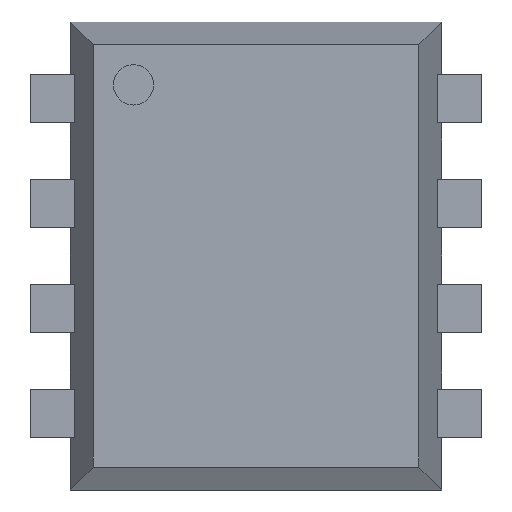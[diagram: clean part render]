
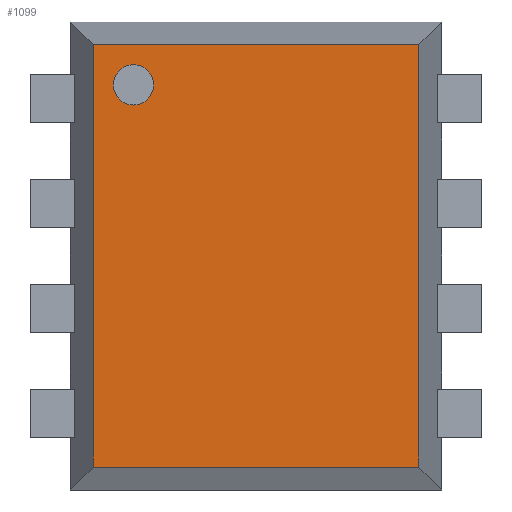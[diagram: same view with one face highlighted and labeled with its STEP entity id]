
A CAD part, top view. The second image highlights one B-rep face of the part: STEP entity #1099.
In plain terms, the highlighted planar face has unit normal (0, 0, 1).
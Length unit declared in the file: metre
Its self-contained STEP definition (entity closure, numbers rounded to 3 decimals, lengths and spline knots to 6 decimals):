
#21=CIRCLE('',#1218,0.000125);
#107=ORIENTED_EDGE('',*,*,#407,.F.);
#108=ORIENTED_EDGE('',*,*,#405,.F.);
#109=ORIENTED_EDGE('',*,*,#377,.T.);
#110=ORIENTED_EDGE('',*,*,#406,.T.);
#111=ORIENTED_EDGE('',*,*,#403,.F.);
#377=EDGE_CURVE('',#535,#534,#641,.F.);
#403=EDGE_CURVE('',#551,#552,#667,.T.);
#405=EDGE_CURVE('',#535,#551,#669,.T.);
#406=EDGE_CURVE('',#534,#552,#670,.F.);
#407=EDGE_CURVE('',#553,#553,#21,.T.);
#534=VERTEX_POINT('',#1622);
#535=VERTEX_POINT('',#1624);
#551=VERTEX_POINT('',#1666);
#552=VERTEX_POINT('',#1668);
#553=VERTEX_POINT('',#1676);
#641=LINE('',#1623,#797);
#667=LINE('',#1667,#823);
#669=LINE('',#1671,#825);
#670=LINE('',#1673,#826);
#797=VECTOR('',#1314,1.);
#823=VECTOR('',#1342,1.);
#825=VECTOR('',#1346,1.);
#826=VECTOR('',#1349,1.);
#920=EDGE_LOOP('',(#107));
#921=EDGE_LOOP('',(#108,#109,#110,#111));
#978=FACE_BOUND('',#920,.T.);
#979=FACE_BOUND('',#921,.T.);
#1036=PLANE('',#1217);
#1099=ADVANCED_FACE('',(#978,#979),#1036,.T.);
#1217=AXIS2_PLACEMENT_3D('',#1674,#1350,#1351);
#1218=AXIS2_PLACEMENT_3D('',#1675,#1352,#1353);
#1314=DIRECTION('',(0.,1.,0.));
#1342=DIRECTION('',(0.,-1.,0.));
#1346=DIRECTION('',(1.,0.,0.));
#1349=DIRECTION('',(-1.,0.,0.));
#1350=DIRECTION('',(0.,0.,1.));
#1351=DIRECTION('',(1.,0.,0.));
#1352=DIRECTION('',(0.,0.,1.));
#1353=DIRECTION('',(1.,0.,0.));
#1622=CARTESIAN_POINT('',(-0.001009,-0.001309,0.0008));
#1623=CARTESIAN_POINT('',(-0.001009,0.,0.0008));
#1624=CARTESIAN_POINT('',(-0.001009,0.001309,0.0008));
#1666=CARTESIAN_POINT('',(0.001009,0.001309,0.0008));
#1667=CARTESIAN_POINT('',(0.001009,0.,0.0008));
#1668=CARTESIAN_POINT('',(0.001009,-0.001309,0.0008));
#1671=CARTESIAN_POINT('',(0.,0.001309,0.0008));
#1673=CARTESIAN_POINT('',(0.,-0.001309,0.0008));
#1674=CARTESIAN_POINT('',(0.,0.,0.0008));
#1675=CARTESIAN_POINT('',(-0.000759,0.001059,0.0008));
#1676=CARTESIAN_POINT('',(-0.000634,0.001059,0.0008));
